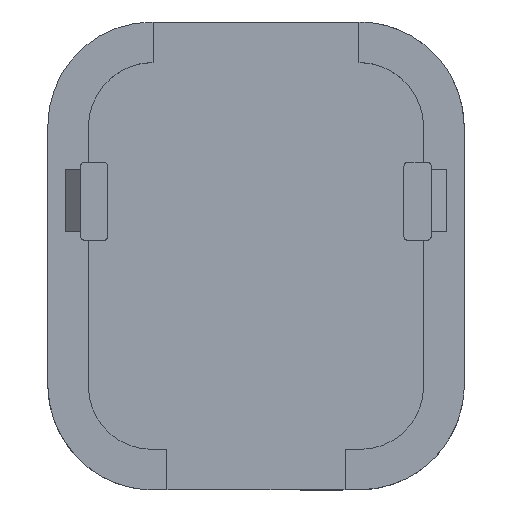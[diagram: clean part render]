
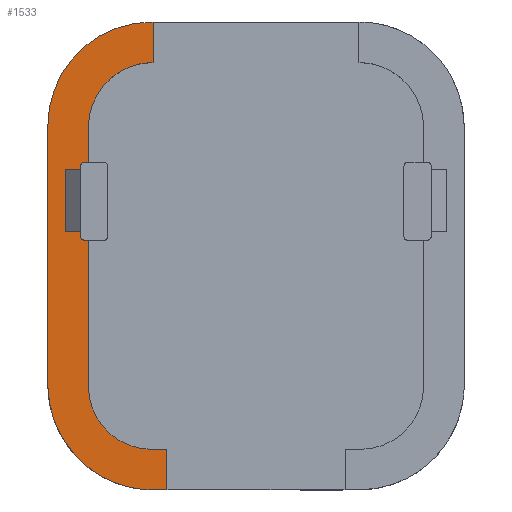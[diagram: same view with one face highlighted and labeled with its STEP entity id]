
A CAD part, top view. The second image highlights one B-rep face of the part: STEP entity #1533.
In plain terms, the highlighted face is planar.
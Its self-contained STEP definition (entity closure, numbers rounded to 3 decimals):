
#38=B_SPLINE_CURVE_WITH_KNOTS('',3,(#2997,#2998,#2999,#3000,#3001,#3002,
#3003,#3004,#3005,#3006),.UNSPECIFIED.,.F.,.F.,(4,2,2,2,4),(-0.995,
-0.746,-0.497,-0.249,0.),
 .UNSPECIFIED.);
#78=CIRCLE('',#1588,0.25);
#79=CIRCLE('',#1591,0.25);
#102=CIRCLE('',#1656,4.155);
#103=CIRCLE('',#1657,6.652);
#104=CIRCLE('',#1658,4.054);
#163=FACE_OUTER_BOUND('',#249,.T.);
#249=EDGE_LOOP('',(#1294,#1295,#1296,#1297,#1298,#1299,#1300,#1301,#1302,
#1303,#1304,#1305,#1306,#1307,#1308,#1309,#1310,#1311,#1312,#1313,#1314,
#1315,#1316));
#300=LINE('',#2144,#470);
#305=LINE('',#2156,#475);
#310=LINE('',#2171,#480);
#352=LINE('',#2965,#522);
#355=LINE('',#2970,#525);
#357=LINE('',#2974,#527);
#362=LINE('',#3014,#532);
#374=LINE('',#3070,#544);
#412=LINE('',#3166,#582);
#416=LINE('',#3173,#586);
#418=LINE('',#3177,#588);
#419=LINE('',#3179,#589);
#420=LINE('',#3182,#590);
#421=LINE('',#3184,#591);
#422=LINE('',#3187,#592);
#423=LINE('',#3191,#593);
#424=LINE('',#3192,#594);
#470=VECTOR('',#1745,10.);
#475=VECTOR('',#1756,10.);
#480=VECTOR('',#1773,10.);
#522=VECTOR('',#1885,10.);
#525=VECTOR('',#1890,10.);
#527=VECTOR('',#1894,10.);
#532=VECTOR('',#1901,10.);
#544=VECTOR('',#1923,10.);
#582=VECTOR('',#1983,10.);
#586=VECTOR('',#1991,10.);
#588=VECTOR('',#1995,10.);
#589=VECTOR('',#1996,10.);
#590=VECTOR('',#1999,10.);
#591=VECTOR('',#2000,10.);
#592=VECTOR('',#2003,10.);
#593=VECTOR('',#2006,10.);
#594=VECTOR('',#2007,10.);
#635=VERTEX_POINT('',#2136);
#636=VERTEX_POINT('',#2138);
#637=VERTEX_POINT('',#2142);
#638=VERTEX_POINT('',#2146);
#641=VERTEX_POINT('',#2154);
#645=VERTEX_POINT('',#2170);
#695=VERTEX_POINT('',#2962);
#696=VERTEX_POINT('',#2964);
#697=VERTEX_POINT('',#2968);
#698=VERTEX_POINT('',#2972);
#699=VERTEX_POINT('',#2995);
#702=VERTEX_POINT('',#3012);
#710=VERTEX_POINT('',#3067);
#747=VERTEX_POINT('',#3164);
#748=VERTEX_POINT('',#3165);
#749=VERTEX_POINT('',#3172);
#750=VERTEX_POINT('',#3176);
#751=VERTEX_POINT('',#3178);
#752=VERTEX_POINT('',#3180);
#753=VERTEX_POINT('',#3183);
#754=VERTEX_POINT('',#3186);
#755=VERTEX_POINT('',#3188);
#756=VERTEX_POINT('',#3190);
#784=EDGE_CURVE('',#635,#636,#78,.F.);
#787=EDGE_CURVE('',#635,#637,#300,.T.);
#789=EDGE_CURVE('',#638,#637,#79,.F.);
#793=EDGE_CURVE('',#638,#641,#305,.T.);
#800=EDGE_CURVE('',#645,#636,#310,.T.);
#874=EDGE_CURVE('',#695,#696,#352,.T.);
#877=EDGE_CURVE('',#695,#697,#355,.T.);
#879=EDGE_CURVE('',#698,#697,#357,.T.);
#881=EDGE_CURVE('',#698,#699,#38,.T.);
#885=EDGE_CURVE('',#702,#699,#362,.T.);
#898=EDGE_CURVE('',#702,#710,#374,.T.);
#943=EDGE_CURVE('',#747,#748,#412,.T.);
#947=EDGE_CURVE('',#748,#749,#416,.T.);
#949=EDGE_CURVE('',#641,#750,#418,.T.);
#950=EDGE_CURVE('',#750,#751,#419,.T.);
#951=EDGE_CURVE('',#751,#752,#102,.T.);
#952=EDGE_CURVE('',#752,#747,#420,.T.);
#953=EDGE_CURVE('',#753,#749,#421,.T.);
#954=EDGE_CURVE('',#696,#753,#103,.T.);
#955=EDGE_CURVE('',#710,#754,#422,.T.);
#956=EDGE_CURVE('',#754,#755,#104,.T.);
#957=EDGE_CURVE('',#755,#756,#423,.T.);
#958=EDGE_CURVE('',#756,#645,#424,.T.);
#1294=ORIENTED_EDGE('',*,*,#793,.T.);
#1295=ORIENTED_EDGE('',*,*,#949,.T.);
#1296=ORIENTED_EDGE('',*,*,#950,.T.);
#1297=ORIENTED_EDGE('',*,*,#951,.T.);
#1298=ORIENTED_EDGE('',*,*,#952,.T.);
#1299=ORIENTED_EDGE('',*,*,#943,.T.);
#1300=ORIENTED_EDGE('',*,*,#947,.T.);
#1301=ORIENTED_EDGE('',*,*,#953,.F.);
#1302=ORIENTED_EDGE('',*,*,#954,.F.);
#1303=ORIENTED_EDGE('',*,*,#874,.F.);
#1304=ORIENTED_EDGE('',*,*,#877,.T.);
#1305=ORIENTED_EDGE('',*,*,#879,.F.);
#1306=ORIENTED_EDGE('',*,*,#881,.T.);
#1307=ORIENTED_EDGE('',*,*,#885,.F.);
#1308=ORIENTED_EDGE('',*,*,#898,.T.);
#1309=ORIENTED_EDGE('',*,*,#955,.T.);
#1310=ORIENTED_EDGE('',*,*,#956,.T.);
#1311=ORIENTED_EDGE('',*,*,#957,.T.);
#1312=ORIENTED_EDGE('',*,*,#958,.T.);
#1313=ORIENTED_EDGE('',*,*,#800,.T.);
#1314=ORIENTED_EDGE('',*,*,#784,.F.);
#1315=ORIENTED_EDGE('',*,*,#787,.T.);
#1316=ORIENTED_EDGE('',*,*,#789,.F.);
#1455=PLANE('',#1655);
#1533=ADVANCED_FACE('',(#163),#1455,.F.);
#1588=AXIS2_PLACEMENT_3D('',#2139,#1739,#1740);
#1591=AXIS2_PLACEMENT_3D('',#2148,#1749,#1750);
#1655=AXIS2_PLACEMENT_3D('',#3175,#1993,#1994);
#1656=AXIS2_PLACEMENT_3D('',#3181,#1997,#1998);
#1657=AXIS2_PLACEMENT_3D('',#3185,#2001,#2002);
#1658=AXIS2_PLACEMENT_3D('',#3189,#2004,#2005);
#1739=DIRECTION('center_axis',(0.,1.,0.));
#1740=DIRECTION('ref_axis',(-0.707,0.,-0.707));
#1745=DIRECTION('',(0.,0.,1.));
#1749=DIRECTION('center_axis',(0.,1.,0.));
#1750=DIRECTION('ref_axis',(-0.707,0.,0.707));
#1756=DIRECTION('',(1.,0.,0.));
#1773=DIRECTION('',(-1.,0.,0.));
#1885=DIRECTION('',(0.001,0.,1.));
#1890=DIRECTION('',(0.,0.,-1.));
#1894=DIRECTION('',(-0.001,0.,1.));
#1901=DIRECTION('',(-1.,0.,0.002));
#1923=DIRECTION('',(0.,0.,1.));
#1983=DIRECTION('',(-1.,0.,0.));
#1991=DIRECTION('',(0.,0.,1.));
#1993=DIRECTION('center_axis',(0.,1.,0.));
#1994=DIRECTION('ref_axis',(1.,0.,0.));
#1995=DIRECTION('',(0.,0.,1.));
#1996=DIRECTION('',(0.001,0.,1.));
#1997=DIRECTION('center_axis',(0.,1.,0.));
#1998=DIRECTION('ref_axis',(-1.,0.,0.021));
#1999=DIRECTION('',(1.,0.,0.008));
#2000=DIRECTION('',(1.,0.,0.008));
#2001=DIRECTION('center_axis',(0.,1.,0.));
#2002=DIRECTION('ref_axis',(-1.,0.,0.002));
#2003=DIRECTION('',(-1.,0.,0.002));
#2004=DIRECTION('center_axis',(0.,1.,0.));
#2005=DIRECTION('ref_axis',(-0.002,0.,-1.));
#2006=DIRECTION('',(-0.001,0.,1.));
#2007=DIRECTION('',(0.,0.,1.));
#2136=CARTESIAN_POINT('',(-11.248,7.5,8.44));
#2138=CARTESIAN_POINT('',(-10.998,7.5,8.19));
#2139=CARTESIAN_POINT('Origin',(-10.998,7.5,8.44));
#2142=CARTESIAN_POINT('',(-11.248,7.5,12.94));
#2144=CARTESIAN_POINT('',(-11.248,7.5,10.19));
#2146=CARTESIAN_POINT('',(-10.998,7.5,13.19));
#2148=CARTESIAN_POINT('Origin',(-10.998,7.5,12.94));
#2154=CARTESIAN_POINT('',(-10.75,7.5,13.19));
#2156=CARTESIAN_POINT('',(-4.75,7.5,13.19));
#2170=CARTESIAN_POINT('',(-10.75,7.5,8.19));
#2171=CARTESIAN_POINT('',(-5.624,7.5,8.19));
#2962=CARTESIAN_POINT('',(-13.348,7.5,14.55));
#2964=CARTESIAN_POINT('',(-13.347,7.5,15.55));
#2965=CARTESIAN_POINT('',(-13.348,7.5,14.55));
#2968=CARTESIAN_POINT('',(-13.348,7.5,-0.17));
#2970=CARTESIAN_POINT('',(-13.348,7.5,14.55));
#2972=CARTESIAN_POINT('',(-13.347,7.5,-1.17));
#2974=CARTESIAN_POINT('',(-13.347,7.5,-1.17));
#2995=CARTESIAN_POINT('',(-6.71,7.5,-7.807));
#2997=CARTESIAN_POINT('Ctrl Pts',(-13.347,7.5,-1.17));
#2998=CARTESIAN_POINT('Ctrl Pts',(-13.333,7.5,-1.999));
#2999=CARTESIAN_POINT('Ctrl Pts',(-13.157,7.5,-2.881));
#3000=CARTESIAN_POINT('Ctrl Pts',(-12.469,7.5,-4.504));
#3001=CARTESIAN_POINT('Ctrl Pts',(-11.957,7.5,-5.245));
#3002=CARTESIAN_POINT('Ctrl Pts',(-10.785,7.5,-6.417));
#3003=CARTESIAN_POINT('Ctrl Pts',(-10.044,7.5,-6.929));
#3004=CARTESIAN_POINT('Ctrl Pts',(-8.421,7.5,-7.617));
#3005=CARTESIAN_POINT('Ctrl Pts',(-7.539,7.5,-7.793));
#3006=CARTESIAN_POINT('Ctrl Pts',(-6.71,7.5,-7.807));
#3012=CARTESIAN_POINT('',(-5.71,7.5,-7.809));
#3014=CARTESIAN_POINT('',(-5.471,7.5,-7.81));
#3067=CARTESIAN_POINT('',(-5.71,7.5,-5.211));
#3070=CARTESIAN_POINT('',(-5.71,7.5,-0.31));
#3164=CARTESIAN_POINT('',(-6.587,7.5,19.59));
#3165=CARTESIAN_POINT('',(-6.598,7.5,19.59));
#3166=CARTESIAN_POINT('',(0.,7.5,19.59));
#3172=CARTESIAN_POINT('',(-6.598,7.5,22.188));
#3173=CARTESIAN_POINT('',(-6.598,7.5,14.689));
#3175=CARTESIAN_POINT('Origin',(0.,7.5,7.189));
#3176=CARTESIAN_POINT('',(-10.75,7.5,14.549));
#3177=CARTESIAN_POINT('',(-10.75,7.5,10.19));
#3178=CARTESIAN_POINT('',(-10.749,7.5,15.524));
#3179=CARTESIAN_POINT('',(-10.753,7.5,10.874));
#3180=CARTESIAN_POINT('',(-6.676,7.5,19.589));
#3181=CARTESIAN_POINT('Origin',(-6.595,7.5,15.435));
#3182=CARTESIAN_POINT('',(-3.389,7.5,19.617));
#3183=CARTESIAN_POINT('',(-6.71,7.5,22.187));
#3184=CARTESIAN_POINT('',(-6.71,7.5,22.187));
#3185=CARTESIAN_POINT('Origin',(-6.695,7.5,15.535));
#3186=CARTESIAN_POINT('',(-6.704,7.5,-5.209));
#3187=CARTESIAN_POINT('',(-2.748,7.5,-5.218));
#3188=CARTESIAN_POINT('',(-10.749,7.5,-1.166));
#3189=CARTESIAN_POINT('Origin',(-6.695,7.5,-1.155));
#3190=CARTESIAN_POINT('',(-10.75,7.5,-0.169));
#3191=CARTESIAN_POINT('',(-10.753,7.5,3.007));
#3192=CARTESIAN_POINT('',(-10.75,7.5,3.51));
